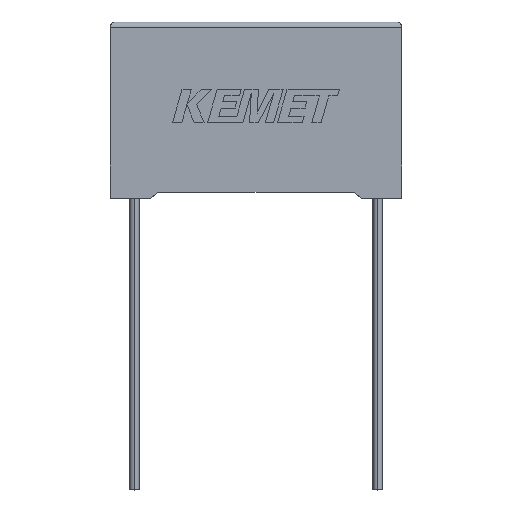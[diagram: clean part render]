
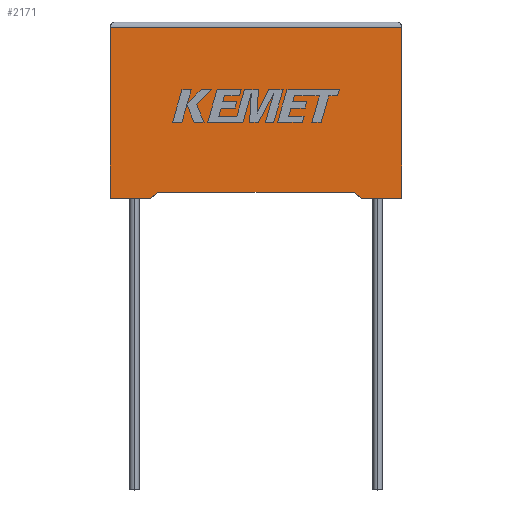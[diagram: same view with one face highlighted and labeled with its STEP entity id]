
A CAD part, top view. The second image highlights one B-rep face of the part: STEP entity #2171.
In plain terms, the highlighted planar face has unit normal (0, 0, 1).
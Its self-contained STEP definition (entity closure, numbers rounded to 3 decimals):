
#3 = ORIENTED_EDGE ( 'NONE', *, *, #929, .T. ) ;
#36 = AXIS2_PLACEMENT_3D ( 'NONE', #2518, #2029, #610 ) ;
#107 = DIRECTION ( 'NONE',  ( 1., 0., 0. ) ) ;
#314 = ORIENTED_EDGE ( 'NONE', *, *, #1741, .T. ) ;
#366 = DIRECTION ( 'NONE',  ( -0.8, -0.6, 0. ) ) ;
#377 = VERTEX_POINT ( 'NONE', #845 ) ;
#470 = CARTESIAN_POINT ( 'NONE',  ( 23.25, 0., 7.3 ) ) ;
#519 = EDGE_CURVE ( 'NONE', #377, #1242, #2474, .T. ) ;
#610 = DIRECTION ( 'NONE',  ( -1., 0., 0. ) ) ;
#626 = LINE ( 'NONE', #2971, #2203 ) ;
#716 = VECTOR ( 'NONE', #1311, 1000. ) ;
#729 = VECTOR ( 'NONE', #366, 1000. ) ;
#732 = VERTEX_POINT ( 'NONE', #1000 ) ;
#814 = ORIENTED_EDGE ( 'NONE', *, *, #519, .T. ) ;
#845 = CARTESIAN_POINT ( 'NONE',  ( 22.5, 0.562, 7.3 ) ) ;
#880 = LINE ( 'NONE', #1767, #2340 ) ;
#929 = EDGE_CURVE ( 'NONE', #2060, #2007, #1562, .T. ) ;
#1000 = CARTESIAN_POINT ( 'NONE',  ( 27., 0., 7.3 ) ) ;
#1242 = VERTEX_POINT ( 'NONE', #470 ) ;
#1262 = CARTESIAN_POINT ( 'NONE',  ( 3.75, 0., 7.3 ) ) ;
#1311 = DIRECTION ( 'NONE',  ( 0.8, -0.6, 0. ) ) ;
#1361 = VERTEX_POINT ( 'NONE', #1666 ) ;
#1514 = LINE ( 'NONE', #2217, #2198 ) ;
#1522 = CARTESIAN_POINT ( 'NONE',  ( 3.75, 0., 7.3 ) ) ;
#1527 = DIRECTION ( 'NONE',  ( -1., 0., 0. ) ) ;
#1560 = CARTESIAN_POINT ( 'NONE',  ( 0., 15.8, 7.3 ) ) ;
#1562 = LINE ( 'NONE', #1560, #1789 ) ;
#1564 = DIRECTION ( 'NONE',  ( -1., 0., 0. ) ) ;
#1598 = EDGE_LOOP ( 'NONE', ( #1722, #3, #2068, #314, #2027, #1935, #814, #2635 ) ) ;
#1636 = VECTOR ( 'NONE', #2832, 1000. ) ;
#1666 = CARTESIAN_POINT ( 'NONE',  ( 4.5, 0.562, 7.3 ) ) ;
#1722 = ORIENTED_EDGE ( 'NONE', *, *, #2335, .T. ) ;
#1741 = EDGE_CURVE ( 'NONE', #3035, #2101, #2232, .T. ) ;
#1767 = CARTESIAN_POINT ( 'NONE',  ( 0., 0., 7.3 ) ) ;
#1771 = DIRECTION ( 'NONE',  ( 1., 0., 0. ) ) ;
#1785 = VECTOR ( 'NONE', #1771, 1000. ) ;
#1789 = VECTOR ( 'NONE', #1527, 1000. ) ;
#1900 = CARTESIAN_POINT ( 'NONE',  ( 27., 0., 7.3 ) ) ;
#1914 = CARTESIAN_POINT ( 'NONE',  ( 0., 15.8, 7.3 ) ) ;
#1935 = ORIENTED_EDGE ( 'NONE', *, *, #2925, .F. ) ;
#1981 = FACE_OUTER_BOUND ( 'NONE', #1598, .T. ) ;
#1986 = CARTESIAN_POINT ( 'NONE',  ( 23.25, 0., 7.3 ) ) ;
#2007 = VERTEX_POINT ( 'NONE', #1914 ) ;
#2027 = ORIENTED_EDGE ( 'NONE', *, *, #2987, .F. ) ;
#2029 = DIRECTION ( 'NONE',  ( 0., 0., -1. ) ) ;
#2060 = VERTEX_POINT ( 'NONE', #2660 ) ;
#2068 = ORIENTED_EDGE ( 'NONE', *, *, #2188, .T. ) ;
#2081 = CARTESIAN_POINT ( 'NONE',  ( 0., 0., 7.3 ) ) ;
#2101 = VERTEX_POINT ( 'NONE', #1262 ) ;
#2154 = EDGE_CURVE ( 'NONE', #1242, #732, #1514, .T. ) ;
#2171 = ADVANCED_FACE ( 'NONE', ( #1981 ), #2944, .F. ) ;
#2188 = EDGE_CURVE ( 'NONE', #2007, #3035, #880, .T. ) ;
#2198 = VECTOR ( 'NONE', #107, 1000. ) ;
#2203 = VECTOR ( 'NONE', #1564, 1000. ) ;
#2217 = CARTESIAN_POINT ( 'NONE',  ( 0., 0., 7.3 ) ) ;
#2232 = LINE ( 'NONE', #2441, #1785 ) ;
#2335 = EDGE_CURVE ( 'NONE', #732, #2060, #2603, .T. ) ;
#2340 = VECTOR ( 'NONE', #2998, 1000. ) ;
#2441 = CARTESIAN_POINT ( 'NONE',  ( 0., 0., 7.3 ) ) ;
#2474 = LINE ( 'NONE', #1986, #716 ) ;
#2518 = CARTESIAN_POINT ( 'NONE',  ( 0., 0., 7.3 ) ) ;
#2603 = LINE ( 'NONE', #1900, #1636 ) ;
#2635 = ORIENTED_EDGE ( 'NONE', *, *, #2154, .T. ) ;
#2660 = CARTESIAN_POINT ( 'NONE',  ( 27., 15.8, 7.3 ) ) ;
#2832 = DIRECTION ( 'NONE',  ( 0., 1., 0. ) ) ;
#2925 = EDGE_CURVE ( 'NONE', #377, #1361, #626, .T. ) ;
#2939 = LINE ( 'NONE', #1522, #729 ) ;
#2944 = PLANE ( 'NONE',  #36 ) ;
#2971 = CARTESIAN_POINT ( 'NONE',  ( 13.5, 0.562, 7.3 ) ) ;
#2987 = EDGE_CURVE ( 'NONE', #1361, #2101, #2939, .T. ) ;
#2998 = DIRECTION ( 'NONE',  ( 0., -1., 0. ) ) ;
#3035 = VERTEX_POINT ( 'NONE', #2081 ) ;
